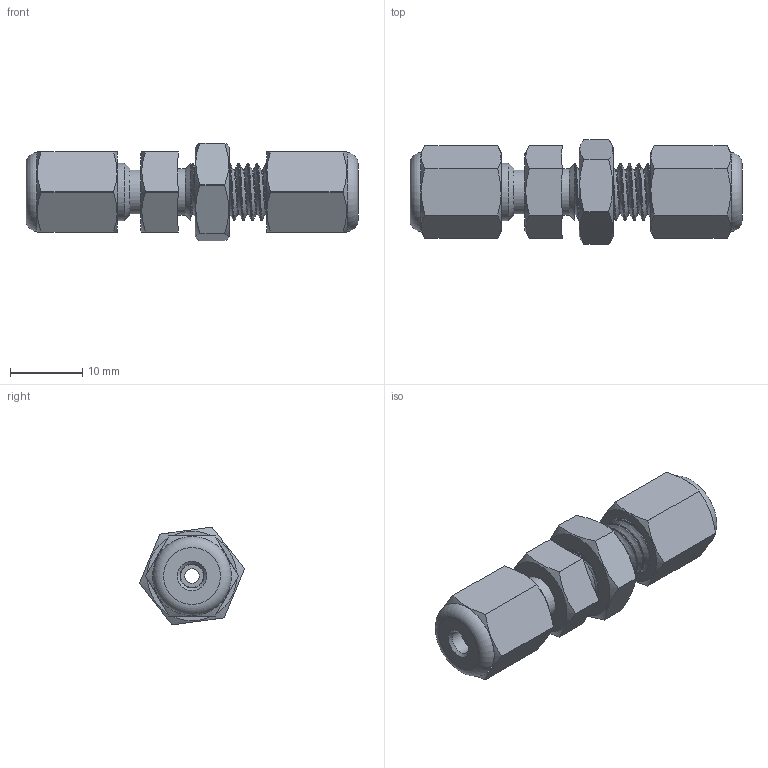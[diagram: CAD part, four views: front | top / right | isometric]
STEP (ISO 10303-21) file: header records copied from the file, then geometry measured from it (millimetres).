
FILE_DESCRIPTION((''),'2;1');
FILE_NAME('305155-EBU2L Bulkheat external union.stp','2013-08-26T09:08:30',('Franzp'),(''),'Autodesk Inventor 2013','Autodesk Inventor 2013','');
FILE_SCHEMA(('AUTOMOTIVE_DESIGN { 1 0 10303 214 1 1 1 1 }'));
Length unit declared in the file: millimetre
Products named in the file (3): 3151a55; 315155; 310535
Assembly tree (2 placements, depth 2):
  3151a55
    315155
    310535
Bounding box: 46.09 x 14.53 x 13.56 mm (x, y, z)
Volume: 479.7 mm3; surface area: 3580.4 mm2
Topology: 1 solids, 14 shells, 74 faces, 247 edges, 164 vertices
Faces by surface type: plane 36, cone 16, cylinder 14, bspline 6, torus 2
Full cylindrical faces by diameter (mm): 3.3 x2, 6.054 x2, 6.1 x1, 6.44 x1, 6.553 x1, 7.938 x1
Entity records: 7448 total; most frequent: CARTESIAN_POINT 5438, DIRECTION 386, ORIENTED_EDGE 312, EDGE_CURVE 211, AXIS2_PLACEMENT_3D 169, VERTEX_POINT 154, EDGE_LOOP 112, CIRCLE 96
